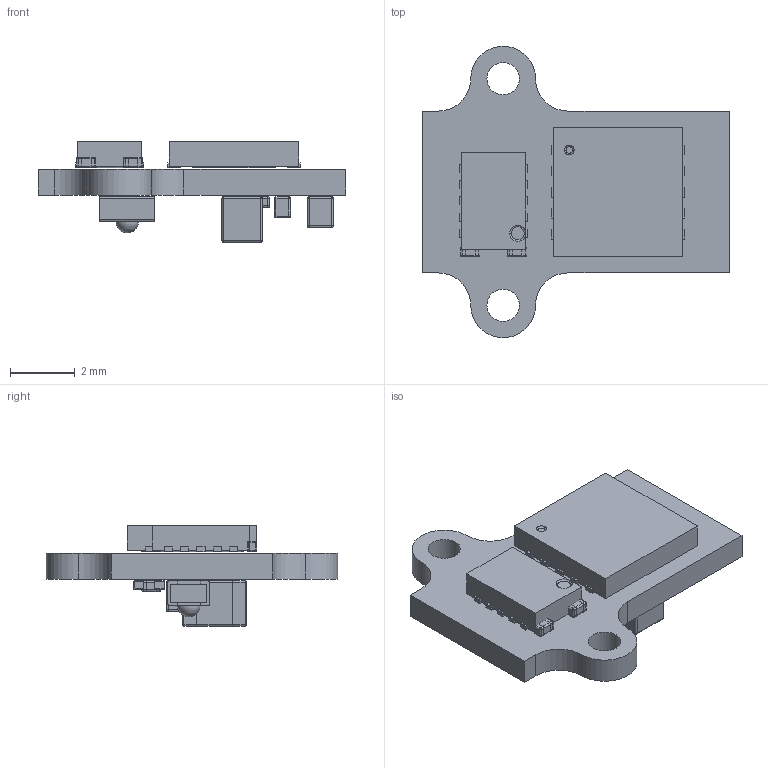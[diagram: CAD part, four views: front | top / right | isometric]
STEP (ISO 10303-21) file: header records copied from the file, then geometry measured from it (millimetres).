
FILE_DESCRIPTION(('KiCad electronic assembly'),'2;1');
FILE_NAME('IMAGE-board2(wide).step','2020-07-02T15:52:19',('An Author'), ('A Company'),'Open CASCADE STEP processor 6.9', 'KiCad to STEP converter','Unknown');
FILE_SCHEMA(('AUTOMOTIVE_DESIGN { 1 0 10303 214 1 1 1 1 }'));
Length unit declared in the file: millimetre
Products named in the file (18): Open CASCADE STEP translator 6.9 1; SON11P65_400X400X80L40X30T315X255; COMPOUND; R_0201_0603Metric_ERJ_L; C_0603_1608Metric_L; C_0201_0603Metric_L; C_0805_2012Metric_L; SON_11_P50_300X200X80L40X25T239X64L; LED_LXZ1_PR01_L; C_0402_1005Metric_L
Assembly tree (20 placements, depth 3):
  Open CASCADE STEP translator 6.9 1
    SON11P65_400X400X80L40X30T315X255
      COMPOUND
    R_0201_0603Metric_ERJ_L  x2
      COMPOUND
    C_0603_1608Metric_L
      COMPOUND
    C_0201_0603Metric_L  x3
      COMPOUND
    C_0805_2012Metric_L
      COMPOUND
    SON_11_P50_300X200X80L40X25T239X64L
      COMPOUND
    LED_LXZ1_PR01_L
      COMPOUND
    C_0402_1005Metric_L
      COMPOUND
    COMPOUND
Bounding box: 9.5 x 9 x 3.1 mm (x, y, z)
Volume: 67.2 mm3; surface area: 295.2 mm2
Topology: 56 solids, 56 shells, 720 faces, 1652 edges, 980 vertices
Faces by surface type: plane 407, cylinder 244, sphere 65, torus 4
Full cylindrical faces by diameter (mm): 1 x2
Entity records: 38294 total; most frequent: CARTESIAN_POINT 8708, DIRECTION 4865, LINE 3015, VECTOR 3015, ORIENTED_EDGE 2446, PCURVE 2446, DEFINITIONAL_REPRESENTATION 2446, EDGE_CURVE 1223
